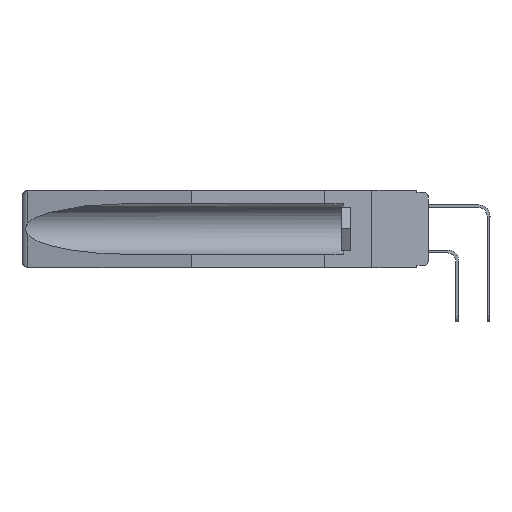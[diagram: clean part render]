
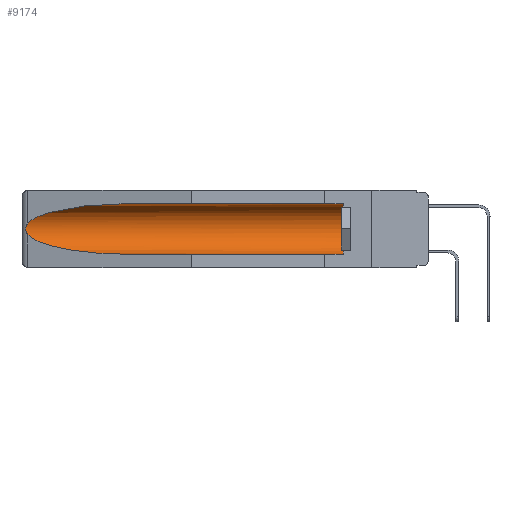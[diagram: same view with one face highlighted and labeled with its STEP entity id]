
A CAD part, left-side view. The second image highlights one B-rep face of the part: STEP entity #9174.
In plain terms, the highlighted cylindrical face has radius 2.857 mm (diameter 5.715 mm), a partial arc.
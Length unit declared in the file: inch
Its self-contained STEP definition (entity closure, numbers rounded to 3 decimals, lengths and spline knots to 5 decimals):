
#78 = VERTEX_POINT ( 'NONE', #5072 ) ;
#360 = CARTESIAN_POINT ( 'NONE',  ( 0.155, 1.07973, -0.059 ) ) ;
#1080 = ORIENTED_EDGE ( 'NONE', *, *, #24199, .T. ) ;
#1622 = VERTEX_POINT ( 'NONE', #9570 ) ;
#2121 = CARTESIAN_POINT ( 'NONE',  ( 0.155, 1.07973, -0.059 ) ) ;
#2559 = CARTESIAN_POINT ( 'NONE',  ( 0.2673, 1.5327, -0.16383 ) ) ;
#2659 = CARTESIAN_POINT ( 'NONE',  ( 0.26597, 1.5296, -0.19026 ) ) ;
#2784 = B_SPLINE_CURVE_WITH_KNOTS ( 'NONE', 3,
 ( #21115, #25382, #15238, #2559, #25917, #17269, #13225, #23791, #2659, #19686 ),
 .UNSPECIFIED., .F., .F.,
 ( 4, 2, 2, 2, 4 ),
 ( 0., 0.00029, 0.00058, 0.00087, 0.00117 ),
 .UNSPECIFIED. ) ;
#3062 = ORIENTED_EDGE ( 'NONE', *, *, #26376, .T. ) ;
#3430 = DIRECTION ( 'NONE',  ( 0., -1., 0. ) ) ;
#4253 = DIRECTION ( 'NONE',  ( 0., 1., 0. ) ) ;
#4335 = VERTEX_POINT ( 'NONE', #23170 ) ;
#4675 = VERTEX_POINT ( 'NONE', #18574 ) ;
#5072 = CARTESIAN_POINT ( 'NONE',  ( 0.155, 1.07973, -0.284 ) ) ;
#5272 = CARTESIAN_POINT ( 'NONE',  ( 0.155, 1.07973, -0.284 ) ) ;
#5369 = EDGE_CURVE ( 'NONE', #4335, #78, #16122, .T. ) ;
#5502 = CARTESIAN_POINT ( 'NONE',  ( 0.26537, 1.52718, -0.19328 ) ) ;
#5701 = AXIS2_PLACEMENT_3D ( 'NONE', #16073, #3430, #20379 ) ;
#7181 = VERTEX_POINT ( 'NONE', #360 ) ;
#8233 = CARTESIAN_POINT ( 'NONE',  ( 0.155, -0.30754, -0.1715 ) ) ;
#8813 = ORIENTED_EDGE ( 'NONE', *, *, #26056, .T. ) ;
#9174 = ADVANCED_FACE ( 'NONE', ( #17737 ), #25725, .F. ) ;
#9267 = CARTESIAN_POINT ( 'NONE',  ( 0.26537, 1.52718, -0.19328 ) ) ;
#9570 = CARTESIAN_POINT ( 'NONE',  ( 0.155, 0.126, -0.059 ) ) ;
#9615 = ORIENTED_EDGE ( 'NONE', *, *, #12065, .T. ) ;
#9653 = DIRECTION ( 'NONE',  ( 0., 1., 0. ) ) ;
#9843 = VECTOR ( 'NONE', #4253, 39.37008 ) ;
#10191 = AXIS2_PLACEMENT_3D ( 'NONE', #8233, #23438, #14731 ) ;
#10738 = CARTESIAN_POINT ( 'NONE',  ( 0.21114, 1.30732, -0.059 ) ) ;
#10824 = ORIENTED_EDGE ( 'NONE', *, *, #24542, .T. ) ;
#11405 = CARTESIAN_POINT ( 'NONE',  ( 0.25451, 1.48313, -0.24835 ) ) ;
#11971 = VECTOR ( 'NONE', #9653, 39.37008 ) ;
#12065 = EDGE_CURVE ( 'NONE', #1622, #7181, #15647, .T. ) ;
#12652 =( BOUNDED_CURVE ( )  B_SPLINE_CURVE ( 3, ( #2121, #10738, #23352, #14894 ),
 .UNSPECIFIED., .F., .F. ) 
 B_SPLINE_CURVE_WITH_KNOTS ( ( 4, 4 ),
 ( 4.71239, 6.08839 ),
 .UNSPECIFIED. ) 
 CURVE ( )  GEOMETRIC_REPRESENTATION_ITEM ( )  RATIONAL_B_SPLINE_CURVE ( ( 1., 0.848, 0.848, 1. ) ) 
 REPRESENTATION_ITEM ( '' )  );
#13225 = CARTESIAN_POINT ( 'NONE',  ( 0.2673, 1.53269, -0.17917 ) ) ;
#13836 = CARTESIAN_POINT ( 'NONE',  ( 0.155, -0.30754, -0.059 ) ) ;
#14731 = DIRECTION ( 'NONE',  ( 0., 0., 1. ) ) ;
#14739 = CIRCLE ( 'NONE', #5701, 0.1125 ) ;
#14894 = CARTESIAN_POINT ( 'NONE',  ( 0.26537, 1.52718, -0.14972 ) ) ;
#15238 = CARTESIAN_POINT ( 'NONE',  ( 0.26654, 1.53092, -0.15636 ) ) ;
#15647 = LINE ( 'NONE', #13836, #11971 ) ;
#15727 = CARTESIAN_POINT ( 'NONE',  ( 0.21114, 1.30732, -0.284 ) ) ;
#16073 = CARTESIAN_POINT ( 'NONE',  ( 0.155, 0.126, -0.1715 ) ) ;
#16122 = LINE ( 'NONE', #21211, #9843 ) ;
#17269 = CARTESIAN_POINT ( 'NONE',  ( 0.2675, 1.53308, -0.17534 ) ) ;
#17737 = FACE_OUTER_BOUND ( 'NONE', #22827, .T. ) ;
#18574 = CARTESIAN_POINT ( 'NONE',  ( 0.26537, 1.52718, -0.14972 ) ) ;
#19686 = CARTESIAN_POINT ( 'NONE',  ( 0.26537, 1.52718, -0.19328 ) ) ;
#20379 = DIRECTION ( 'NONE',  ( 0., 0., 1. ) ) ;
#21115 = CARTESIAN_POINT ( 'NONE',  ( 0.26537, 1.52718, -0.14972 ) ) ;
#21211 = CARTESIAN_POINT ( 'NONE',  ( 0.155, -0.30754, -0.284 ) ) ;
#21906 = ORIENTED_EDGE ( 'NONE', *, *, #5369, .F. ) ;
#22827 = EDGE_LOOP ( 'NONE', ( #3062, #10824, #8813, #21906, #1080, #9615 ) ) ;
#23170 = CARTESIAN_POINT ( 'NONE',  ( 0.155, 0.126, -0.284 ) ) ;
#23352 = CARTESIAN_POINT ( 'NONE',  ( 0.25451, 1.48313, -0.09465 ) ) ;
#23438 = DIRECTION ( 'NONE',  ( 0., 1., 0. ) ) ;
#23791 = CARTESIAN_POINT ( 'NONE',  ( 0.26655, 1.53094, -0.18657 ) ) ;
#24199 = EDGE_CURVE ( 'NONE', #4335, #1622, #14739, .T. ) ;
#24533 =( BOUNDED_CURVE ( )  B_SPLINE_CURVE ( 3, ( #9267, #11405, #15727, #5272 ),
 .UNSPECIFIED., .F., .F. ) 
 B_SPLINE_CURVE_WITH_KNOTS ( ( 4, 4 ),
 ( 0.1948, 1.5708 ),
 .UNSPECIFIED. ) 
 CURVE ( )  GEOMETRIC_REPRESENTATION_ITEM ( )  RATIONAL_B_SPLINE_CURVE ( ( 1., 0.848, 0.848, 1. ) ) 
 REPRESENTATION_ITEM ( '' )  );
#24542 = EDGE_CURVE ( 'NONE', #4675, #24911, #2784, .T. ) ;
#24911 = VERTEX_POINT ( 'NONE', #5502 ) ;
#25382 = CARTESIAN_POINT ( 'NONE',  ( 0.26597, 1.52961, -0.15275 ) ) ;
#25725 = CYLINDRICAL_SURFACE ( 'NONE', #10191, 0.1125 ) ;
#25917 = CARTESIAN_POINT ( 'NONE',  ( 0.2675, 1.53308, -0.16763 ) ) ;
#26056 = EDGE_CURVE ( 'NONE', #24911, #78, #24533, .T. ) ;
#26376 = EDGE_CURVE ( 'NONE', #7181, #4675, #12652, .T. ) ;
